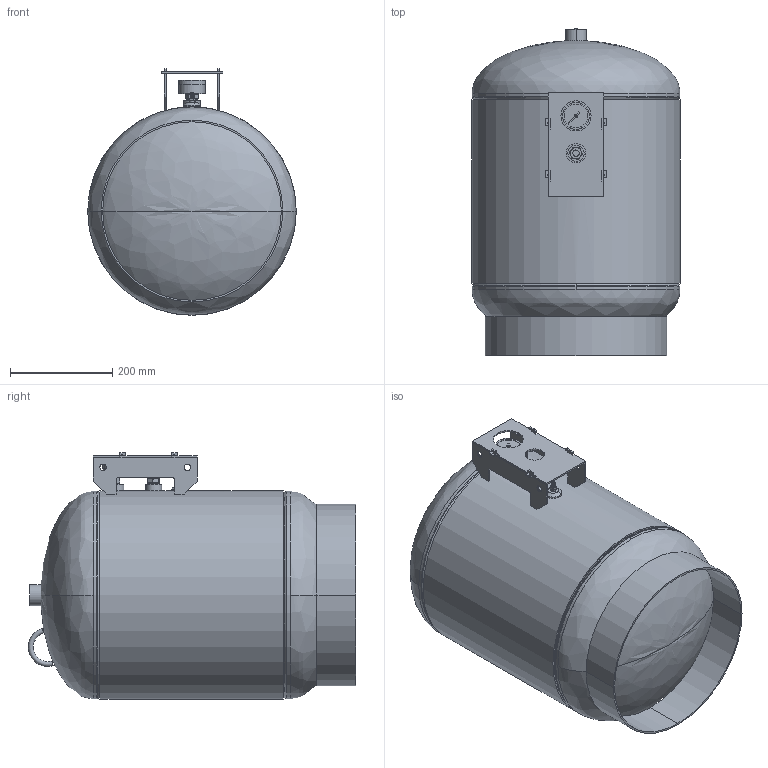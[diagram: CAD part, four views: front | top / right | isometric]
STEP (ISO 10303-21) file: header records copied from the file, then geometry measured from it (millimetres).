
FILE_DESCRIPTION (( 'STEP AP203' ), '1' );
FILE_NAME ('TTA-30.STEP', '2021-03-15T16:38:00', ( '' ), ( '' ), 'SwSTEP 2.0', 'SolidWorks 2021', '' );
FILE_SCHEMA (( 'CONFIG_CONTROL_DESIGN' ));
Length unit declared in the file: inch
Products named in the file (20): 99Q3774; 9500000; 99H0071_91280A525; 99K0776; 99M0232; 99M0228; 9200080; 9400540; 99K0777; 9500030; 07200300_5081T17; 99M0233; 9800401_9800400; TTA-30; 33032062; 9800460_03-34; 99B3416; 9500010; Couplings_9500318
Assembly tree (25 placements, depth 3):
  TTA-30
    99B3416
    9200080
    9200080
    9500000
    9500010
    9500030
    Couplings_9500318
    9800460_03-34
    07200300_5081T17
    9800401_9800400
    33032062
      99M0228
      99M0232
      99H0071_91280A525  x6
      99M0233
    9400540
    99Q3774
    99K0776  x2
    99K0777
Bounding box: 407.87 x 640.16 x 482.41 mm (x, y, z)
Volume: 3374319.9 mm3; surface area: 2820223.8 mm2
Topology: 28 solids, 28 shells, 1202 faces, 3010 edges, 1877 vertices
Faces by surface type: cylinder 527, cone 333, plane 231, torus 68, bspline 39, sphere 4
Full cylindrical faces by diameter (mm): 401.523 x1, 407.873 x1
Entity records: 40347 total; most frequent: CARTESIAN_POINT 19342, DIRECTION 3991, ORIENTED_EDGE 3886, EDGE_CURVE 1943, AXIS2_PLACEMENT_3D 1612, VERTEX_POINT 1191, EDGE_LOOP 914, FACE_OUTER_BOUND 812
